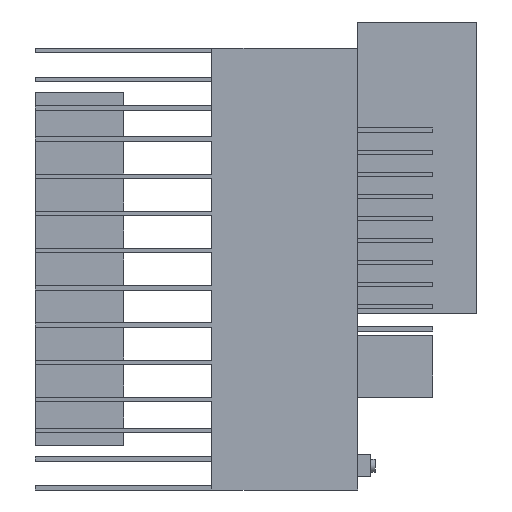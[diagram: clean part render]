
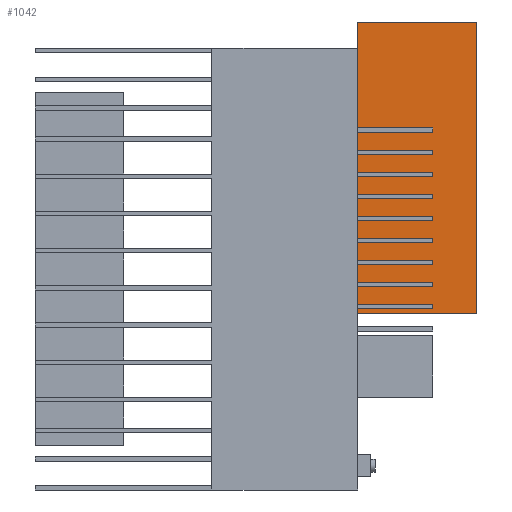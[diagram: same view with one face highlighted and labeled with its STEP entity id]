
A CAD part, left-side view. The second image highlights one B-rep face of the part: STEP entity #1042.
In plain terms, the highlighted planar face has unit normal (-1, 0, 0).
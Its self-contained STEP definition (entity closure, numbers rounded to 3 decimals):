
#16 = ORIENTED_EDGE ( 'NONE', *, *, #3950, .T. ) ;
#168 = CARTESIAN_POINT ( 'NONE',  ( -34., -24., 3. ) ) ;
#189 = LINE ( 'NONE', #4439, #3794 ) ;
#336 = FACE_OUTER_BOUND ( 'NONE', #6114, .T. ) ;
#348 = CARTESIAN_POINT ( 'NONE',  ( -34., -10.5, -30. ) ) ;
#634 = ORIENTED_EDGE ( 'NONE', *, *, #2482, .F. ) ;
#663 = DIRECTION ( 'NONE',  ( 0., -1., 0. ) ) ;
#1042 = ADVANCED_FACE ( 'NONE', ( #336 ), #6236, .F. ) ;
#1344 = CARTESIAN_POINT ( 'NONE',  ( -34., 0., 3. ) ) ;
#1407 = VERTEX_POINT ( 'NONE', #7451 ) ;
#1443 = CARTESIAN_POINT ( 'NONE',  ( -34., 0., 3. ) ) ;
#1561 = EDGE_CURVE ( 'NONE', #4344, #2231, #189, .T. ) ;
#2231 = VERTEX_POINT ( 'NONE', #10515 ) ;
#2422 = ORIENTED_EDGE ( 'NONE', *, *, #10060, .T. ) ;
#2482 = EDGE_CURVE ( 'NONE', #9711, #1407, #4661, .T. ) ;
#2509 = DIRECTION ( 'NONE',  ( 0., 0., -1. ) ) ;
#3710 = ORIENTED_EDGE ( 'NONE', *, *, #4902, .F. ) ;
#3794 = VECTOR ( 'NONE', #5995, 1000. ) ;
#3900 = VECTOR ( 'NONE', #7481, 1000. ) ;
#3950 = EDGE_CURVE ( 'NONE', #9065, #1407, #7272, .T. ) ;
#4344 = VERTEX_POINT ( 'NONE', #4525 ) ;
#4439 = CARTESIAN_POINT ( 'NONE',  ( -34., -10.5, 3. ) ) ;
#4525 = CARTESIAN_POINT ( 'NONE',  ( -34., -10.5, 3. ) ) ;
#4661 = LINE ( 'NONE', #168, #3900 ) ;
#4778 = CARTESIAN_POINT ( 'NONE',  ( -34., 0., -30. ) ) ;
#4902 = EDGE_CURVE ( 'NONE', #4344, #9711, #10212, .T. ) ;
#5615 = VECTOR ( 'NONE', #663, 1000. ) ;
#5715 = VECTOR ( 'NONE', #7035, 1000. ) ;
#5951 = VECTOR ( 'NONE', #2509, 1000. ) ;
#5995 = DIRECTION ( 'NONE',  ( 0., 0., -1. ) ) ;
#6114 = EDGE_LOOP ( 'NONE', ( #9432, #2422, #16, #634, #3710 ) ) ;
#6205 = DIRECTION ( 'NONE',  ( 1., 0., 0. ) ) ;
#6236 = PLANE ( 'NONE',  #7988 ) ;
#6738 = DIRECTION ( 'NONE',  ( 0., 0., -1. ) ) ;
#7035 = DIRECTION ( 'NONE',  ( 0., -1., 0. ) ) ;
#7272 = LINE ( 'NONE', #4778, #5615 ) ;
#7451 = CARTESIAN_POINT ( 'NONE',  ( -34., -24., -30. ) ) ;
#7481 = DIRECTION ( 'NONE',  ( 0., 0., -1. ) ) ;
#7988 = AXIS2_PLACEMENT_3D ( 'NONE', #1443, #6205, #6738 ) ;
#9065 = VERTEX_POINT ( 'NONE', #348 ) ;
#9432 = ORIENTED_EDGE ( 'NONE', *, *, #1561, .T. ) ;
#9711 = VERTEX_POINT ( 'NONE', #10317 ) ;
#9801 = CARTESIAN_POINT ( 'NONE',  ( -34., -10.5, 3. ) ) ;
#10060 = EDGE_CURVE ( 'NONE', #2231, #9065, #10569, .T. ) ;
#10212 = LINE ( 'NONE', #1344, #5715 ) ;
#10317 = CARTESIAN_POINT ( 'NONE',  ( -34., -24., 3. ) ) ;
#10515 = CARTESIAN_POINT ( 'NONE',  ( -34., -10.5, 0. ) ) ;
#10569 = LINE ( 'NONE', #9801, #5951 ) ;
